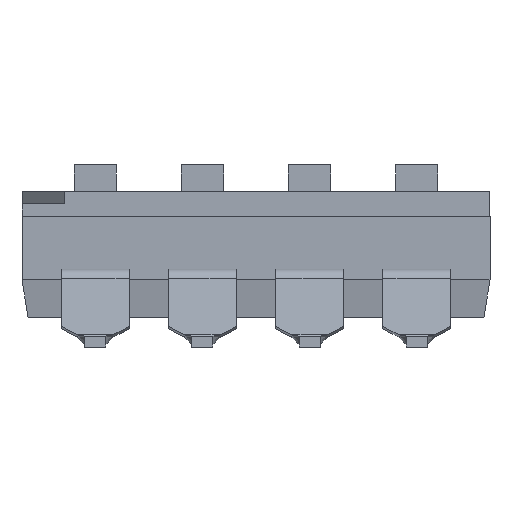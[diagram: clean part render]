
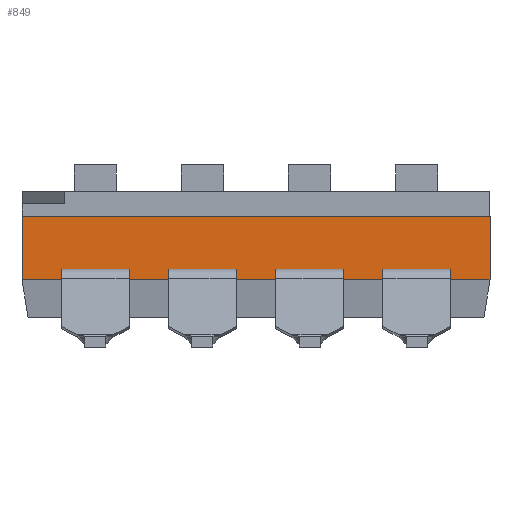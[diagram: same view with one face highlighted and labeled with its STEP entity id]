
A CAD part, front view. The second image highlights one B-rep face of the part: STEP entity #849.
In plain terms, the highlighted planar face has unit normal (0, -1, 0).
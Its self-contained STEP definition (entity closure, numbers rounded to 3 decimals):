
#849 = ADVANCED_FACE( '', ( #1828 ), #1829, .T. );
#1828 = FACE_OUTER_BOUND( '', #3062, .T. );
#1829 = PLANE( '', #3063 );
#3062 = EDGE_LOOP( '', ( #5052, #5053, #5054, #5055, #5056, #5057, #5058, #5059, #5060, #5061, #5062, #5063, #5064, #5065, #5066, #5067, #5068, #5069, #5070, #5071 ) );
#3063 = AXIS2_PLACEMENT_3D( '', #5072, #5073, #5074 );
#5052 = ORIENTED_EDGE( '', *, *, #8495, .F. );
#5053 = ORIENTED_EDGE( '', *, *, #8496, .T. );
#5054 = ORIENTED_EDGE( '', *, *, #8497, .T. );
#5055 = ORIENTED_EDGE( '', *, *, #8498, .F. );
#5056 = ORIENTED_EDGE( '', *, *, #8499, .F. );
#5057 = ORIENTED_EDGE( '', *, *, #8500, .T. );
#5058 = ORIENTED_EDGE( '', *, *, #8501, .T. );
#5059 = ORIENTED_EDGE( '', *, *, #7909, .T. );
#5060 = ORIENTED_EDGE( '', *, *, #8502, .F. );
#5061 = ORIENTED_EDGE( '', *, *, #8503, .T. );
#5062 = ORIENTED_EDGE( '', *, *, #8504, .T. );
#5063 = ORIENTED_EDGE( '', *, *, #8505, .T. );
#5064 = ORIENTED_EDGE( '', *, *, #8506, .F. );
#5065 = ORIENTED_EDGE( '', *, *, #8507, .T. );
#5066 = ORIENTED_EDGE( '', *, *, #7987, .T. );
#5067 = ORIENTED_EDGE( '', *, *, #8508, .T. );
#5068 = ORIENTED_EDGE( '', *, *, #8509, .F. );
#5069 = ORIENTED_EDGE( '', *, *, #8510, .T. );
#5070 = ORIENTED_EDGE( '', *, *, #8511, .T. );
#5071 = ORIENTED_EDGE( '', *, *, #8512, .T. );
#5072 = CARTESIAN_POINT( '', ( -5.55, -3.1, -2.4 ) );
#5073 = DIRECTION( '', ( 0., -1., 0. ) );
#5074 = DIRECTION( '', ( 1., 0., 0. ) );
#7909 = EDGE_CURVE( '', #9430, #9428, #9431, .T. );
#7987 = EDGE_CURVE( '', #9570, #9568, #9571, .T. );
#8495 = EDGE_CURVE( '', #10433, #10434, #10435, .T. );
#8496 = EDGE_CURVE( '', #10433, #9799, #10436, .T. );
#8497 = EDGE_CURVE( '', #9799, #10437, #10438, .T. );
#8498 = EDGE_CURVE( '', #10439, #10437, #10440, .T. );
#8499 = EDGE_CURVE( '', #9834, #10439, #10441, .T. );
#8500 = EDGE_CURVE( '', #9834, #10442, #10443, .T. );
#8501 = EDGE_CURVE( '', #10442, #9430, #10444, .T. );
#8502 = EDGE_CURVE( '', #10445, #9428, #10446, .T. );
#8503 = EDGE_CURVE( '', #10445, #10447, #10448, .T. );
#8504 = EDGE_CURVE( '', #10447, #10449, #10450, .T. );
#8505 = EDGE_CURVE( '', #10449, #10451, #10452, .T. );
#8506 = EDGE_CURVE( '', #10453, #10451, #10454, .T. );
#8507 = EDGE_CURVE( '', #10453, #9570, #10455, .T. );
#8508 = EDGE_CURVE( '', #9568, #10456, #10457, .T. );
#8509 = EDGE_CURVE( '', #10458, #10456, #10459, .T. );
#8510 = EDGE_CURVE( '', #10458, #10460, #10461, .T. );
#8511 = EDGE_CURVE( '', #10460, #10462, #10463, .T. );
#8512 = EDGE_CURVE( '', #10462, #10434, #10464, .T. );
#9428 = VERTEX_POINT( '', #11653 );
#9430 = VERTEX_POINT( '', #11656 );
#9431 = LINE( '', #11657, #11658 );
#9568 = VERTEX_POINT( '', #11887 );
#9570 = VERTEX_POINT( '', #11890 );
#9571 = LINE( '', #11891, #11892 );
#9799 = VERTEX_POINT( '', #12243 );
#9834 = VERTEX_POINT( '', #12297 );
#10433 = VERTEX_POINT( '', #13203 );
#10434 = VERTEX_POINT( '', #13204 );
#10435 = LINE( '', #13205, #13206 );
#10436 = LINE( '', #13207, #13208 );
#10437 = VERTEX_POINT( '', #13209 );
#10438 = LINE( '', #13210, #13211 );
#10439 = VERTEX_POINT( '', #13212 );
#10440 = LINE( '', #13213, #13214 );
#10441 = LINE( '', #13215, #13216 );
#10442 = VERTEX_POINT( '', #13217 );
#10443 = LINE( '', #13218, #13219 );
#10444 = LINE( '', #13220, #13221 );
#10445 = VERTEX_POINT( '', #13222 );
#10446 = LINE( '', #13223, #13224 );
#10447 = VERTEX_POINT( '', #13225 );
#10448 = LINE( '', #13226, #13227 );
#10449 = VERTEX_POINT( '', #13228 );
#10450 = LINE( '', #13229, #13230 );
#10451 = VERTEX_POINT( '', #13231 );
#10452 = LINE( '', #13232, #13233 );
#10453 = VERTEX_POINT( '', #13234 );
#10454 = LINE( '', #13235, #13236 );
#10455 = LINE( '', #13237, #13238 );
#10456 = VERTEX_POINT( '', #13239 );
#10457 = LINE( '', #13240, #13241 );
#10458 = VERTEX_POINT( '', #13242 );
#10459 = LINE( '', #13243, #13244 );
#10460 = VERTEX_POINT( '', #13245 );
#10461 = LINE( '', #13246, #13247 );
#10462 = VERTEX_POINT( '', #13248 );
#10463 = LINE( '', #13249, #13250 );
#10464 = LINE( '', #13251, #13252 );
#11653 = CARTESIAN_POINT( '', ( -3.01, -3.1, -1.25 ) );
#11656 = CARTESIAN_POINT( '', ( -4.61, -3.1, -1.25 ) );
#11657 = CARTESIAN_POINT( '', ( -4.61, -3.1, -1.25 ) );
#11658 = VECTOR( '', #15134, 1000. );
#11887 = CARTESIAN_POINT( '', ( 0.47, -3.1, -1.25 ) );
#11890 = CARTESIAN_POINT( '', ( 0.47, -3.1, -1.5 ) );
#11891 = CARTESIAN_POINT( '', ( 0.47, -3.1, -1.5 ) );
#11892 = VECTOR( '', #15211, 1000. );
#12243 = CARTESIAN_POINT( '', ( 5.55, -3.1, -1.5 ) );
#12297 = CARTESIAN_POINT( '', ( -5.55, -3.1, -1.5 ) );
#13203 = CARTESIAN_POINT( '', ( 4.61, -3.1, -1.5 ) );
#13204 = CARTESIAN_POINT( '', ( 4.61, -3.1, -1.25 ) );
#13205 = CARTESIAN_POINT( '', ( 4.61, -3.1, -1.5 ) );
#13206 = VECTOR( '', #15660, 1000. );
#13207 = CARTESIAN_POINT( '', ( -12.939, -3.1, -1.5 ) );
#13208 = VECTOR( '', #15661, 1000. );
#13209 = CARTESIAN_POINT( '', ( 5.55, -3.1, 0. ) );
#13210 = CARTESIAN_POINT( '', ( 5.55, -3.1, -2.4 ) );
#13211 = VECTOR( '', #15662, 1000. );
#13212 = CARTESIAN_POINT( '', ( -5.55, -3.1, 0. ) );
#13213 = CARTESIAN_POINT( '', ( -5.55, -3.1, 0. ) );
#13214 = VECTOR( '', #15663, 1000. );
#13215 = CARTESIAN_POINT( '', ( -5.55, -3.1, -2.4 ) );
#13216 = VECTOR( '', #15664, 1000. );
#13217 = CARTESIAN_POINT( '', ( -4.61, -3.1, -1.5 ) );
#13218 = CARTESIAN_POINT( '', ( -12.939, -3.1, -1.5 ) );
#13219 = VECTOR( '', #15665, 1000. );
#13220 = CARTESIAN_POINT( '', ( -4.61, -3.1, -1.5 ) );
#13221 = VECTOR( '', #15666, 1000. );
#13222 = CARTESIAN_POINT( '', ( -3.01, -3.1, -1.5 ) );
#13223 = CARTESIAN_POINT( '', ( -3.01, -3.1, -1.5 ) );
#13224 = VECTOR( '', #15667, 1000. );
#13225 = CARTESIAN_POINT( '', ( -2.07, -3.1, -1.5 ) );
#13226 = CARTESIAN_POINT( '', ( -12.939, -3.1, -1.5 ) );
#13227 = VECTOR( '', #15668, 1000. );
#13228 = CARTESIAN_POINT( '', ( -2.07, -3.1, -1.25 ) );
#13229 = CARTESIAN_POINT( '', ( -2.07, -3.1, -1.5 ) );
#13230 = VECTOR( '', #15669, 1000. );
#13231 = CARTESIAN_POINT( '', ( -0.47, -3.1, -1.25 ) );
#13232 = CARTESIAN_POINT( '', ( -2.07, -3.1, -1.25 ) );
#13233 = VECTOR( '', #15670, 1000. );
#13234 = CARTESIAN_POINT( '', ( -0.47, -3.1, -1.5 ) );
#13235 = CARTESIAN_POINT( '', ( -0.47, -3.1, -1.5 ) );
#13236 = VECTOR( '', #15671, 1000. );
#13237 = CARTESIAN_POINT( '', ( -12.939, -3.1, -1.5 ) );
#13238 = VECTOR( '', #15672, 1000. );
#13239 = CARTESIAN_POINT( '', ( 2.07, -3.1, -1.25 ) );
#13240 = CARTESIAN_POINT( '', ( 0.47, -3.1, -1.25 ) );
#13241 = VECTOR( '', #15673, 1000. );
#13242 = CARTESIAN_POINT( '', ( 2.07, -3.1, -1.5 ) );
#13243 = CARTESIAN_POINT( '', ( 2.07, -3.1, -1.5 ) );
#13244 = VECTOR( '', #15674, 1000. );
#13245 = CARTESIAN_POINT( '', ( 3.01, -3.1, -1.5 ) );
#13246 = CARTESIAN_POINT( '', ( -12.939, -3.1, -1.5 ) );
#13247 = VECTOR( '', #15675, 1000. );
#13248 = CARTESIAN_POINT( '', ( 3.01, -3.1, -1.25 ) );
#13249 = CARTESIAN_POINT( '', ( 3.01, -3.1, -1.5 ) );
#13250 = VECTOR( '', #15676, 1000. );
#13251 = CARTESIAN_POINT( '', ( 3.01, -3.1, -1.25 ) );
#13252 = VECTOR( '', #15677, 1000. );
#15134 = DIRECTION( '', ( 1., 0., 0. ) );
#15211 = DIRECTION( '', ( 0., 0., 1. ) );
#15660 = DIRECTION( '', ( 0., 0., 1. ) );
#15661 = DIRECTION( '', ( 1., 0., 0. ) );
#15662 = DIRECTION( '', ( 0., 0., 1. ) );
#15663 = DIRECTION( '', ( 1., 0., 0. ) );
#15664 = DIRECTION( '', ( 0., 0., 1. ) );
#15665 = DIRECTION( '', ( 1., 0., 0. ) );
#15666 = DIRECTION( '', ( 0., 0., 1. ) );
#15667 = DIRECTION( '', ( 0., 0., 1. ) );
#15668 = DIRECTION( '', ( 1., 0., 0. ) );
#15669 = DIRECTION( '', ( 0., 0., 1. ) );
#15670 = DIRECTION( '', ( 1., 0., 0. ) );
#15671 = DIRECTION( '', ( 0., 0., 1. ) );
#15672 = DIRECTION( '', ( 1., 0., 0. ) );
#15673 = DIRECTION( '', ( 1., 0., 0. ) );
#15674 = DIRECTION( '', ( 0., 0., 1. ) );
#15675 = DIRECTION( '', ( 1., 0., 0. ) );
#15676 = DIRECTION( '', ( 0., 0., 1. ) );
#15677 = DIRECTION( '', ( 1., 0., 0. ) );
